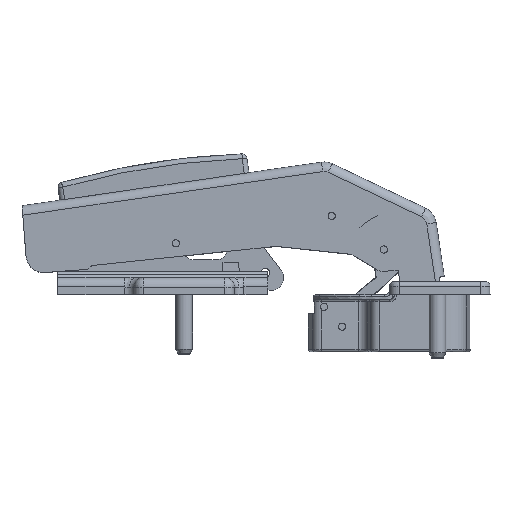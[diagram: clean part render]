
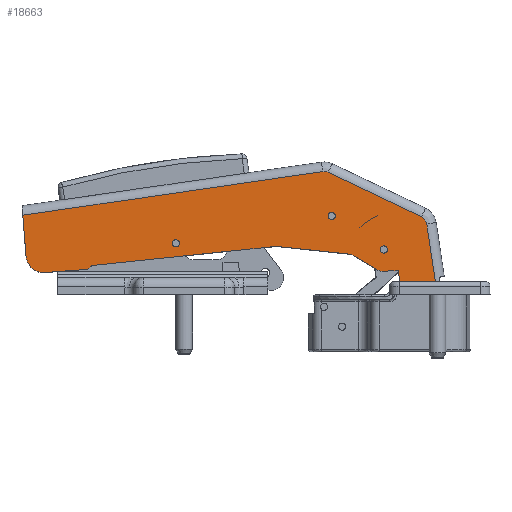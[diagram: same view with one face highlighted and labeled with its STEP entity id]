
A CAD part, top view. The second image highlights one B-rep face of the part: STEP entity #18663.
In plain terms, the highlighted planar face has unit normal (0, 0, 1).
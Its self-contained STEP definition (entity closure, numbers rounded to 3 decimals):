
#706=LINE('',#27453,#2324);
#708=LINE('',#27487,#2326);
#711=LINE('',#27524,#2329);
#712=LINE('',#27527,#2330);
#713=LINE('',#27531,#2331);
#714=LINE('',#27535,#2332);
#715=LINE('',#27539,#2333);
#716=LINE('',#27543,#2334);
#717=LINE('',#27547,#2335);
#718=LINE('',#27551,#2336);
#719=LINE('',#27553,#2337);
#720=LINE('',#27557,#2338);
#2324=VECTOR('',#22040,10.);
#2326=VECTOR('',#22052,10.);
#2329=VECTOR('',#22065,10.);
#2330=VECTOR('',#22068,10.);
#2331=VECTOR('',#22071,10.);
#2332=VECTOR('',#22074,10.);
#2333=VECTOR('',#22077,10.);
#2334=VECTOR('',#22080,10.);
#2335=VECTOR('',#22083,10.);
#2336=VECTOR('',#22086,10.);
#2337=VECTOR('',#22087,10.);
#2338=VECTOR('',#22090,10.);
#4166=FACE_BOUND('',#5333,.T.);
#4167=FACE_BOUND('',#5334,.T.);
#4168=FACE_BOUND('',#5335,.T.);
#4169=FACE_BOUND('',#5336,.T.);
#4289=FACE_OUTER_BOUND('',#5332,.T.);
#5332=EDGE_LOOP('',(#11993,#11994,#11995,#11996,#11997,#11998,#11999,#12000,
#12001,#12002,#12003,#12004,#12005,#12006,#12007,#12008,#12009,#12010,#12011,
#12012,#12013,#12014));
#5333=EDGE_LOOP('',(#12015));
#5334=EDGE_LOOP('',(#12016));
#5335=EDGE_LOOP('',(#12017));
#5336=EDGE_LOOP('',(#12018));
#6445=CIRCLE('',#19974,2.);
#6449=CIRCLE('',#19979,2.);
#6451=CIRCLE('',#19984,3.668);
#6452=CIRCLE('',#19985,1.);
#6453=CIRCLE('',#19986,1.);
#6454=CIRCLE('',#19987,2.);
#6455=CIRCLE('',#19988,2.);
#6456=CIRCLE('',#19989,2.);
#6457=CIRCLE('',#19990,2.);
#6458=CIRCLE('',#19991,2.);
#6459=CIRCLE('',#19992,0.75);
#6460=CIRCLE('',#19993,0.75);
#6461=CIRCLE('',#19994,0.75);
#6462=CIRCLE('',#19995,0.75);
#7379=VERTEX_POINT('',#27450);
#7380=VERTEX_POINT('',#27452);
#7383=VERTEX_POINT('',#27479);
#7385=VERTEX_POINT('',#27485);
#7386=VERTEX_POINT('',#27498);
#7389=VERTEX_POINT('',#27522);
#7390=VERTEX_POINT('',#27526);
#7391=VERTEX_POINT('',#27528);
#7392=VERTEX_POINT('',#27530);
#7393=VERTEX_POINT('',#27532);
#7394=VERTEX_POINT('',#27534);
#7395=VERTEX_POINT('',#27536);
#7396=VERTEX_POINT('',#27538);
#7397=VERTEX_POINT('',#27540);
#7398=VERTEX_POINT('',#27542);
#7399=VERTEX_POINT('',#27544);
#7400=VERTEX_POINT('',#27546);
#7401=VERTEX_POINT('',#27548);
#7402=VERTEX_POINT('',#27550);
#7403=VERTEX_POINT('',#27552);
#7404=VERTEX_POINT('',#27554);
#7405=VERTEX_POINT('',#27556);
#7406=VERTEX_POINT('',#27559);
#7407=VERTEX_POINT('',#27561);
#7408=VERTEX_POINT('',#27563);
#7409=VERTEX_POINT('',#27565);
#9141=EDGE_CURVE('',#7379,#7380,#706,.T.);
#9145=EDGE_CURVE('',#7383,#7379,#6445,.T.);
#9148=EDGE_CURVE('',#7385,#7383,#708,.T.);
#9151=EDGE_CURVE('',#7386,#7385,#6449,.T.);
#9156=EDGE_CURVE('',#7389,#7386,#711,.T.);
#9157=EDGE_CURVE('',#7389,#7390,#712,.T.);
#9158=EDGE_CURVE('',#7390,#7391,#6451,.T.);
#9159=EDGE_CURVE('',#7391,#7392,#713,.T.);
#9160=EDGE_CURVE('',#7392,#7393,#6452,.T.);
#9161=EDGE_CURVE('',#7393,#7394,#714,.T.);
#9162=EDGE_CURVE('',#7394,#7395,#6453,.T.);
#9163=EDGE_CURVE('',#7395,#7396,#715,.T.);
#9164=EDGE_CURVE('',#7396,#7397,#6454,.T.);
#9165=EDGE_CURVE('',#7397,#7398,#716,.T.);
#9166=EDGE_CURVE('',#7398,#7399,#6455,.T.);
#9167=EDGE_CURVE('',#7399,#7400,#717,.T.);
#9168=EDGE_CURVE('',#7400,#7401,#6456,.T.);
#9169=EDGE_CURVE('',#7401,#7402,#718,.T.);
#9170=EDGE_CURVE('',#7402,#7403,#719,.T.);
#9171=EDGE_CURVE('',#7403,#7404,#6457,.T.);
#9172=EDGE_CURVE('',#7404,#7405,#720,.T.);
#9173=EDGE_CURVE('',#7405,#7380,#6458,.T.);
#9174=EDGE_CURVE('',#7406,#7406,#6459,.T.);
#9175=EDGE_CURVE('',#7407,#7407,#6460,.T.);
#9176=EDGE_CURVE('',#7408,#7408,#6461,.T.);
#9177=EDGE_CURVE('',#7409,#7409,#6462,.T.);
#11993=ORIENTED_EDGE('',*,*,#9141,.F.);
#11994=ORIENTED_EDGE('',*,*,#9145,.F.);
#11995=ORIENTED_EDGE('',*,*,#9148,.F.);
#11996=ORIENTED_EDGE('',*,*,#9151,.F.);
#11997=ORIENTED_EDGE('',*,*,#9156,.F.);
#11998=ORIENTED_EDGE('',*,*,#9157,.T.);
#11999=ORIENTED_EDGE('',*,*,#9158,.T.);
#12000=ORIENTED_EDGE('',*,*,#9159,.T.);
#12001=ORIENTED_EDGE('',*,*,#9160,.T.);
#12002=ORIENTED_EDGE('',*,*,#9161,.T.);
#12003=ORIENTED_EDGE('',*,*,#9162,.T.);
#12004=ORIENTED_EDGE('',*,*,#9163,.T.);
#12005=ORIENTED_EDGE('',*,*,#9164,.T.);
#12006=ORIENTED_EDGE('',*,*,#9165,.T.);
#12007=ORIENTED_EDGE('',*,*,#9166,.T.);
#12008=ORIENTED_EDGE('',*,*,#9167,.T.);
#12009=ORIENTED_EDGE('',*,*,#9168,.T.);
#12010=ORIENTED_EDGE('',*,*,#9169,.T.);
#12011=ORIENTED_EDGE('',*,*,#9170,.T.);
#12012=ORIENTED_EDGE('',*,*,#9171,.T.);
#12013=ORIENTED_EDGE('',*,*,#9172,.T.);
#12014=ORIENTED_EDGE('',*,*,#9173,.T.);
#12015=ORIENTED_EDGE('',*,*,#9174,.T.);
#12016=ORIENTED_EDGE('',*,*,#9175,.T.);
#12017=ORIENTED_EDGE('',*,*,#9176,.T.);
#12018=ORIENTED_EDGE('',*,*,#9177,.T.);
#17202=PLANE('',#19983);
#18663=ADVANCED_FACE('',(#4289,#4166,#4167,#4168,#4169),#17202,.T.);
#19974=AXIS2_PLACEMENT_3D('',#27481,#22044,#22045);
#19979=AXIS2_PLACEMENT_3D('',#27500,#22056,#22057);
#19983=AXIS2_PLACEMENT_3D('',#27525,#22066,#22067);
#19984=AXIS2_PLACEMENT_3D('',#27529,#22069,#22070);
#19985=AXIS2_PLACEMENT_3D('',#27533,#22072,#22073);
#19986=AXIS2_PLACEMENT_3D('',#27537,#22075,#22076);
#19987=AXIS2_PLACEMENT_3D('',#27541,#22078,#22079);
#19988=AXIS2_PLACEMENT_3D('',#27545,#22081,#22082);
#19989=AXIS2_PLACEMENT_3D('',#27549,#22084,#22085);
#19990=AXIS2_PLACEMENT_3D('',#27555,#22088,#22089);
#19991=AXIS2_PLACEMENT_3D('',#27558,#22091,#22092);
#19992=AXIS2_PLACEMENT_3D('',#27560,#22093,#22094);
#19993=AXIS2_PLACEMENT_3D('',#27562,#22095,#22096);
#19994=AXIS2_PLACEMENT_3D('',#27564,#22097,#22098);
#19995=AXIS2_PLACEMENT_3D('',#27566,#22099,#22100);
#22040=DIRECTION('',(0.,-1.,0.));
#22044=DIRECTION('center_axis',(0.,0.,-1.));
#22045=DIRECTION('ref_axis',(0.883,0.469,0.));
#22052=DIRECTION('',(0.829,-0.56,0.));
#22056=DIRECTION('center_axis',(0.,0.,-1.));
#22057=DIRECTION('ref_axis',(0.295,0.956,0.));
#22065=DIRECTION('',(1.,-0.005,0.));
#22066=DIRECTION('center_axis',(0.,0.,1.));
#22067=DIRECTION('ref_axis',(1.,0.,0.));
#22068=DIRECTION('',(-0.07,-0.998,0.));
#22069=DIRECTION('center_axis',(0.,0.,1.));
#22070=DIRECTION('ref_axis',(-0.998,0.07,0.));
#22071=DIRECTION('',(0.997,-0.076,0.));
#22072=DIRECTION('center_axis',(0.,0.,1.));
#22073=DIRECTION('ref_axis',(-0.076,-0.997,0.));
#22074=DIRECTION('',(0.827,0.562,0.));
#22075=DIRECTION('center_axis',(0.,0.,-1.));
#22076=DIRECTION('ref_axis',(-0.046,-0.999,0.));
#22077=DIRECTION('',(0.999,-0.046,0.));
#22078=DIRECTION('center_axis',(0.,0.,-1.));
#22079=DIRECTION('ref_axis',(-0.253,-0.967,0.));
#22080=DIRECTION('',(0.967,-0.253,0.));
#22081=DIRECTION('center_axis',(0.,0.,-1.));
#22082=DIRECTION('ref_axis',(-0.63,-0.776,0.));
#22083=DIRECTION('',(0.776,-0.63,0.));
#22084=DIRECTION('center_axis',(0.,0.,1.));
#22085=DIRECTION('ref_axis',(-0.63,-0.776,0.));
#22086=DIRECTION('',(0.997,-0.076,0.));
#22087=DIRECTION('',(0.,-1.,0.));
#22088=DIRECTION('center_axis',(0.,0.,1.));
#22089=DIRECTION('ref_axis',(-1.,0.,0.));
#22090=DIRECTION('',(1.,0.,0.));
#22091=DIRECTION('center_axis',(0.,0.,1.));
#22092=DIRECTION('ref_axis',(0.,-1.,0.));
#22093=DIRECTION('center_axis',(0.,0.,-1.));
#22094=DIRECTION('ref_axis',(-1.,0.,0.));
#22095=DIRECTION('center_axis',(0.,0.,-1.));
#22096=DIRECTION('ref_axis',(-1.,0.,0.));
#22097=DIRECTION('center_axis',(0.,0.,-1.));
#22098=DIRECTION('ref_axis',(-1.,0.,0.));
#22099=DIRECTION('center_axis',(0.,0.,-1.));
#22100=DIRECTION('ref_axis',(-1.,0.,0.));
#27450=CARTESIAN_POINT('',(80.919,0.88,8.5));
#27452=CARTESIAN_POINT('',(80.919,-14.992,8.5));
#27453=CARTESIAN_POINT('',(80.919,-2.356,8.5));
#27479=CARTESIAN_POINT('',(80.038,2.537,8.5));
#27481=CARTESIAN_POINT('Origin',(78.919,0.88,8.5));
#27485=CARTESIAN_POINT('',(62.134,14.624,8.5));
#27487=CARTESIAN_POINT('',(66.423,11.728,8.5));
#27498=CARTESIAN_POINT('',(61.024,14.966,8.5));
#27500=CARTESIAN_POINT('Origin',(61.015,12.966,8.5));
#27522=CARTESIAN_POINT('',(-2.421,15.279,8.5));
#27524=CARTESIAN_POINT('',(51.836,15.012,8.5));
#27525=CARTESIAN_POINT('Origin',(42.602,5.8,8.5));
#27526=CARTESIAN_POINT('',(-3.026,6.651,8.5));
#27527=CARTESIAN_POINT('',(-2.281,17.278,8.5));
#27528=CARTESIAN_POINT('',(0.353,2.737,8.5));
#27529=CARTESIAN_POINT('Origin',(0.633,6.394,8.5));
#27530=CARTESIAN_POINT('',(8.954,2.078,8.5));
#27531=CARTESIAN_POINT('',(0.353,2.737,8.5));
#27532=CARTESIAN_POINT('',(9.592,2.248,8.5));
#27533=CARTESIAN_POINT('Origin',(9.031,3.075,8.5));
#27534=CARTESIAN_POINT('',(10.014,2.534,8.5));
#27535=CARTESIAN_POINT('',(9.592,2.248,8.5));
#27536=CARTESIAN_POINT('',(10.622,2.706,8.5));
#27537=CARTESIAN_POINT('Origin',(10.576,1.707,8.5));
#27538=CARTESIAN_POINT('',(48.832,0.95,8.5));
#27539=CARTESIAN_POINT('',(10.622,2.706,8.5));
#27540=CARTESIAN_POINT('',(49.246,0.887,8.5));
#27541=CARTESIAN_POINT('Origin',(48.74,-1.048,8.5));
#27542=CARTESIAN_POINT('',(63.961,-2.961,8.5));
#27543=CARTESIAN_POINT('',(49.246,0.887,8.5));
#27544=CARTESIAN_POINT('',(64.716,-3.343,8.5));
#27545=CARTESIAN_POINT('Origin',(63.455,-4.896,8.5));
#27546=CARTESIAN_POINT('',(69.386,-7.134,8.5));
#27547=CARTESIAN_POINT('',(64.716,-3.343,8.5));
#27548=CARTESIAN_POINT('',(70.493,-7.575,8.5));
#27549=CARTESIAN_POINT('Origin',(70.646,-5.581,8.5));
#27550=CARTESIAN_POINT('',(73.569,-7.811,8.5));
#27551=CARTESIAN_POINT('',(70.493,-7.575,8.5));
#27552=CARTESIAN_POINT('',(73.569,-13.313,8.5));
#27553=CARTESIAN_POINT('',(73.569,-7.811,8.5));
#27554=CARTESIAN_POINT('',(75.569,-15.313,8.5));
#27555=CARTESIAN_POINT('Origin',(75.569,-13.313,8.5));
#27556=CARTESIAN_POINT('',(79.832,-15.313,8.5));
#27557=CARTESIAN_POINT('',(75.569,-15.313,8.5));
#27558=CARTESIAN_POINT('Origin',(79.832,-13.313,8.5));
#27559=CARTESIAN_POINT('',(71.993,-3.071,8.5));
#27560=CARTESIAN_POINT('Origin',(71.243,-3.071,8.5));
#27561=CARTESIAN_POINT('',(79.273,-12.003,8.5));
#27562=CARTESIAN_POINT('Origin',(78.523,-12.003,8.5));
#27563=CARTESIAN_POINT('',(29.141,4.682,8.5));
#27564=CARTESIAN_POINT('Origin',(28.391,4.682,8.5));
#27565=CARTESIAN_POINT('',(62.247,5.506,8.5));
#27566=CARTESIAN_POINT('Origin',(61.497,5.506,8.5));
